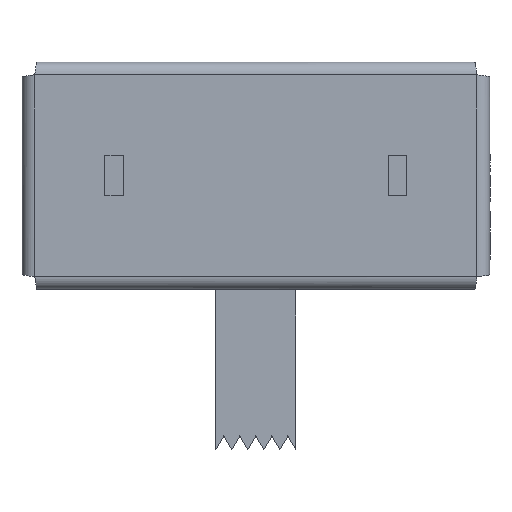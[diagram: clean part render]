
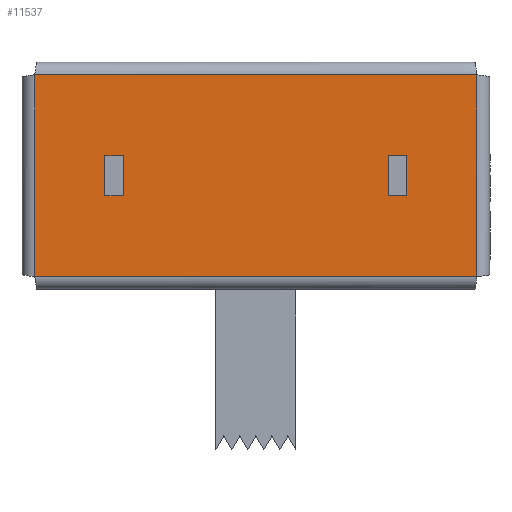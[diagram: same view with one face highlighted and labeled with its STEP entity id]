
A CAD part, top view. The second image highlights one B-rep face of the part: STEP entity #11537.
In plain terms, the highlighted planar face has unit normal (0, 0, 1).
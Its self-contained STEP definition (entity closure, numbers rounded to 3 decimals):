
#19 = LINE ( 'NONE', #10929, #18241 ) ;
#260 = VERTEX_POINT ( 'NONE', #9506 ) ;
#312 = DIRECTION ( 'NONE',  ( 1., 0., 0. ) ) ;
#451 = CARTESIAN_POINT ( 'NONE',  ( -4.131, 2.873, 0. ) ) ;
#496 = VECTOR ( 'NONE', #14646, 1000. ) ;
#868 = LINE ( 'NONE', #11742, #9851 ) ;
#1462 = CARTESIAN_POINT ( 'NONE',  ( -6.9, 0.35, 0. ) ) ;
#1738 = EDGE_LOOP ( 'NONE', ( #7514, #13986, #2386, #10299 ) ) ;
#2102 = ORIENTED_EDGE ( 'NONE', *, *, #9205, .F. ) ;
#2272 = CARTESIAN_POINT ( 'NONE',  ( -6.9, 0.35, 0. ) ) ;
#2311 = CARTESIAN_POINT ( 'NONE',  ( -4.131, 2.873, 0. ) ) ;
#2322 = VECTOR ( 'NONE', #16129, 1000. ) ;
#2386 = ORIENTED_EDGE ( 'NONE', *, *, #11867, .F. ) ;
#2680 = LINE ( 'NONE', #8744, #10921 ) ;
#2708 = CARTESIAN_POINT ( 'NONE',  ( -6.9, 6.65, 0. ) ) ;
#3324 = VECTOR ( 'NONE', #19449, 1000. ) ;
#4086 = DIRECTION ( 'NONE',  ( -1., 0., 0. ) ) ;
#4259 = VERTEX_POINT ( 'NONE', #7678 ) ;
#4298 = EDGE_CURVE ( 'NONE', #10154, #12826, #16971, .T. ) ;
#4601 = CARTESIAN_POINT ( 'NONE',  ( -4.715, 2.873, 0. ) ) ;
#4629 = ORIENTED_EDGE ( 'NONE', *, *, #7827, .F. ) ;
#5001 = FACE_BOUND ( 'NONE', #17672, .T. ) ;
#5203 = FACE_OUTER_BOUND ( 'NONE', #14920, .T. ) ;
#5827 = VERTEX_POINT ( 'NONE', #7230 ) ;
#6095 = LINE ( 'NONE', #12083, #10139 ) ;
#6172 = VECTOR ( 'NONE', #4086, 1000. ) ;
#6263 = DIRECTION ( 'NONE',  ( -1., 0., 0. ) ) ;
#6360 = LINE ( 'NONE', #10826, #18158 ) ;
#6370 = EDGE_CURVE ( 'NONE', #4259, #6957, #868, .T. ) ;
#6773 = LINE ( 'NONE', #13069, #6172 ) ;
#6957 = VERTEX_POINT ( 'NONE', #9039 ) ;
#7230 = CARTESIAN_POINT ( 'NONE',  ( -4.715, 4.127, 0. ) ) ;
#7334 = ORIENTED_EDGE ( 'NONE', *, *, #14014, .F. ) ;
#7514 = ORIENTED_EDGE ( 'NONE', *, *, #9497, .F. ) ;
#7678 = CARTESIAN_POINT ( 'NONE',  ( 4.131, 2.873, 0. ) ) ;
#7793 = LINE ( 'NONE', #13789, #13079 ) ;
#7827 = EDGE_CURVE ( 'NONE', #6957, #10273, #6095, .T. ) ;
#8059 = VERTEX_POINT ( 'NONE', #11005 ) ;
#8418 = LINE ( 'NONE', #451, #496 ) ;
#8478 = DIRECTION ( 'NONE',  ( 0., 0., 1. ) ) ;
#8744 = CARTESIAN_POINT ( 'NONE',  ( 4.131, 2.873, 0. ) ) ;
#9039 = CARTESIAN_POINT ( 'NONE',  ( 4.715, 2.873, 0. ) ) ;
#9205 = EDGE_CURVE ( 'NONE', #10273, #8059, #6773, .T. ) ;
#9497 = EDGE_CURVE ( 'NONE', #260, #16811, #10047, .T. ) ;
#9506 = CARTESIAN_POINT ( 'NONE',  ( -4.131, 2.873, 0. ) ) ;
#9618 = AXIS2_PLACEMENT_3D ( 'NONE', #14810, #8478, #312 ) ;
#9851 = VECTOR ( 'NONE', #19791, 1000. ) ;
#9934 = CARTESIAN_POINT ( 'NONE',  ( -6.9, 6.65, 0. ) ) ;
#10047 = LINE ( 'NONE', #2311, #3324 ) ;
#10139 = VECTOR ( 'NONE', #15306, 1000. ) ;
#10154 = VERTEX_POINT ( 'NONE', #16513 ) ;
#10226 = ORIENTED_EDGE ( 'NONE', *, *, #14368, .F. ) ;
#10235 = EDGE_CURVE ( 'NONE', #8059, #4259, #2680, .T. ) ;
#10273 = VERTEX_POINT ( 'NONE', #17518 ) ;
#10299 = ORIENTED_EDGE ( 'NONE', *, *, #10354, .F. ) ;
#10354 = EDGE_CURVE ( 'NONE', #16811, #5827, #6360, .T. ) ;
#10814 = VERTEX_POINT ( 'NONE', #2708 ) ;
#10826 = CARTESIAN_POINT ( 'NONE',  ( -4.131, 4.127, 0. ) ) ;
#10921 = VECTOR ( 'NONE', #20016, 1000. ) ;
#10929 = CARTESIAN_POINT ( 'NONE',  ( -4.715, 2.873, 0. ) ) ;
#11005 = CARTESIAN_POINT ( 'NONE',  ( 4.131, 4.127, 0. ) ) ;
#11137 = DIRECTION ( 'NONE',  ( 0., -1., 0. ) ) ;
#11498 = VERTEX_POINT ( 'NONE', #4601 ) ;
#11537 = ADVANCED_FACE ( 'NONE', ( #5001, #17606, #5203 ), #16259, .T. ) ;
#11742 = CARTESIAN_POINT ( 'NONE',  ( 4.131, 2.873, 0. ) ) ;
#11867 = EDGE_CURVE ( 'NONE', #5827, #11498, #19, .T. ) ;
#12083 = CARTESIAN_POINT ( 'NONE',  ( 4.715, 2.873, 0. ) ) ;
#12468 = CARTESIAN_POINT ( 'NONE',  ( -4.131, 4.127, 0. ) ) ;
#12826 = VERTEX_POINT ( 'NONE', #2272 ) ;
#13069 = CARTESIAN_POINT ( 'NONE',  ( 4.131, 4.127, 0. ) ) ;
#13079 = VECTOR ( 'NONE', #20108, 1000. ) ;
#13133 = LINE ( 'NONE', #9934, #19050 ) ;
#13546 = ORIENTED_EDGE ( 'NONE', *, *, #20316, .F. ) ;
#13582 = ORIENTED_EDGE ( 'NONE', *, *, #6370, .F. ) ;
#13729 = EDGE_CURVE ( 'NONE', #11498, #260, #8418, .T. ) ;
#13789 = CARTESIAN_POINT ( 'NONE',  ( 6.9, 6.65, 0. ) ) ;
#13986 = ORIENTED_EDGE ( 'NONE', *, *, #13729, .F. ) ;
#14014 = EDGE_CURVE ( 'NONE', #10814, #18783, #7793, .T. ) ;
#14368 = EDGE_CURVE ( 'NONE', #12826, #10814, #13133, .T. ) ;
#14646 = DIRECTION ( 'NONE',  ( 1., 0., 0. ) ) ;
#14680 = CARTESIAN_POINT ( 'NONE',  ( 6.9, 0.35, 0. ) ) ;
#14801 = DIRECTION ( 'NONE',  ( 0., 1., 0. ) ) ;
#14810 = CARTESIAN_POINT ( 'NONE',  ( 0., 3.5, 0. ) ) ;
#14920 = EDGE_LOOP ( 'NONE', ( #10226, #17937, #13546, #7334 ) ) ;
#15260 = ORIENTED_EDGE ( 'NONE', *, *, #10235, .F. ) ;
#15306 = DIRECTION ( 'NONE',  ( 0., 1., 0. ) ) ;
#15612 = VECTOR ( 'NONE', #18823, 1000. ) ;
#16129 = DIRECTION ( 'NONE',  ( 0., -1., 0. ) ) ;
#16259 = PLANE ( 'NONE',  #9618 ) ;
#16513 = CARTESIAN_POINT ( 'NONE',  ( 6.9, 0.35, 0. ) ) ;
#16811 = VERTEX_POINT ( 'NONE', #12468 ) ;
#16971 = LINE ( 'NONE', #1462, #15612 ) ;
#17518 = CARTESIAN_POINT ( 'NONE',  ( 4.715, 4.127, 0. ) ) ;
#17606 = FACE_BOUND ( 'NONE', #1738, .T. ) ;
#17672 = EDGE_LOOP ( 'NONE', ( #4629, #13582, #15260, #2102 ) ) ;
#17937 = ORIENTED_EDGE ( 'NONE', *, *, #4298, .F. ) ;
#18158 = VECTOR ( 'NONE', #6263, 1000. ) ;
#18241 = VECTOR ( 'NONE', #11137, 1000. ) ;
#18783 = VERTEX_POINT ( 'NONE', #20159 ) ;
#18823 = DIRECTION ( 'NONE',  ( -1., 0., 0. ) ) ;
#19050 = VECTOR ( 'NONE', #14801, 1000. ) ;
#19449 = DIRECTION ( 'NONE',  ( 0., 1., 0. ) ) ;
#19526 = LINE ( 'NONE', #14680, #2322 ) ;
#19791 = DIRECTION ( 'NONE',  ( 1., 0., 0. ) ) ;
#20016 = DIRECTION ( 'NONE',  ( 0., -1., 0. ) ) ;
#20108 = DIRECTION ( 'NONE',  ( 1., 0., 0. ) ) ;
#20159 = CARTESIAN_POINT ( 'NONE',  ( 6.9, 6.65, 0. ) ) ;
#20316 = EDGE_CURVE ( 'NONE', #18783, #10154, #19526, .T. ) ;
